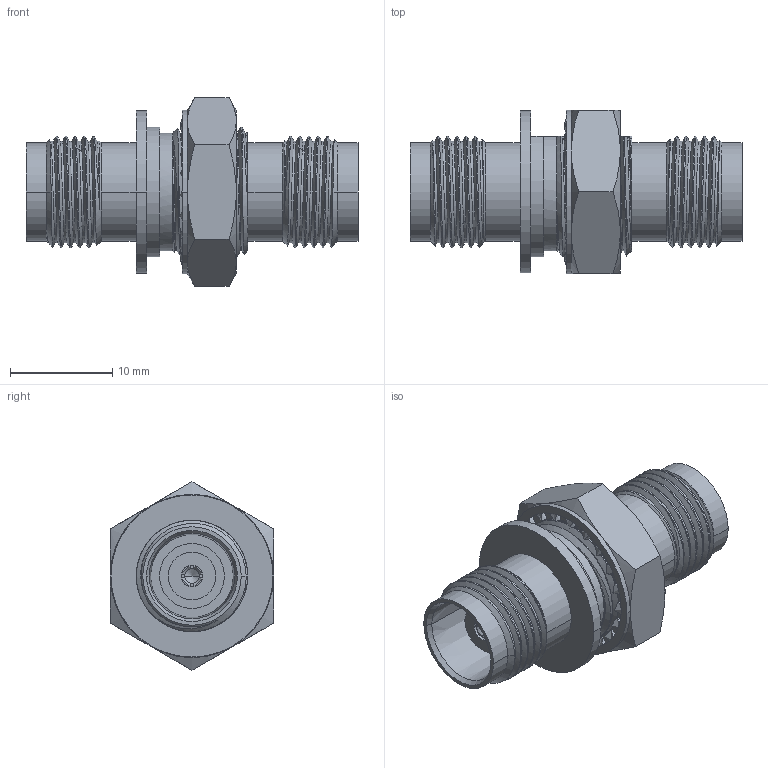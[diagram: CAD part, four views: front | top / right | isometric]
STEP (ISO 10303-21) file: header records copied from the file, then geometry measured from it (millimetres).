
FILE_DESCRIPTION((''),'2;1');
FILE_NAME('31-4804_SW0001','2020-01-27T',('Kaviyarasan'),(''),'CREO PARAMETRIC BY PTC INC, 2018360','CREO PARAMETRIC BY PTC INC, 2018360','');
FILE_SCHEMA(('CONFIG_CONTROL_DESIGN'));
Length unit declared in the file: millimetre
Products named in the file (1): 31-4804_SW0001
Bounding box: 32.54 x 16 x 18.48 mm (x, y, z)
Volume: 2778 mm3; surface area: 3095.3 mm2
Topology: 1 solids, 1 shells, 335 faces, 995 edges, 660 vertices
Faces by surface type: bspline 136, cylinder 79, plane 75, cone 45
Entity records: 22355 total; most frequent: CARTESIAN_POINT 14211, ORIENTED_EDGE 1982, DIRECTION 1246, EDGE_CURVE 991, VERTEX_POINT 660, VECTOR 474, LINE 474, AXIS2_PLACEMENT_3D 386
